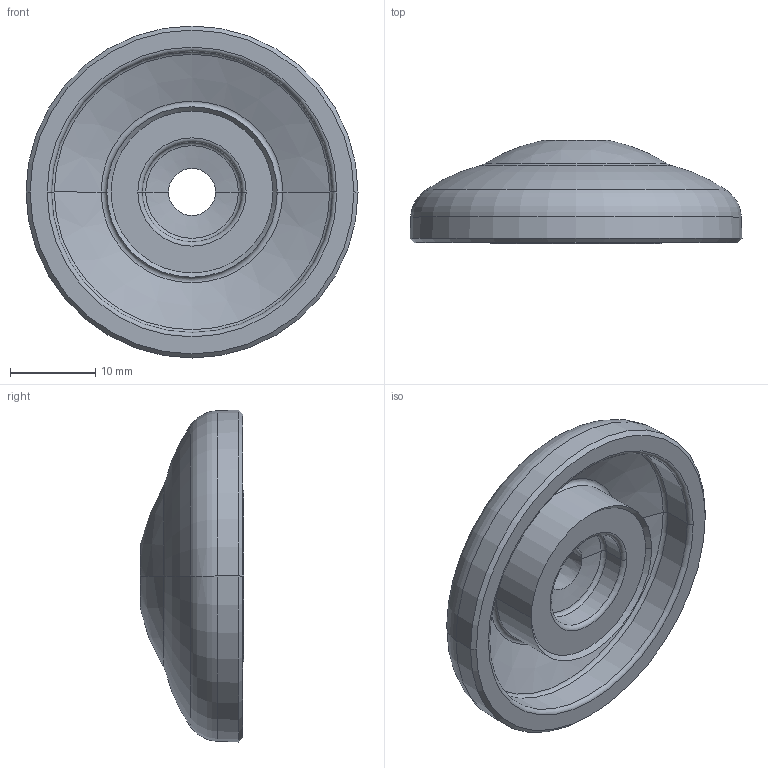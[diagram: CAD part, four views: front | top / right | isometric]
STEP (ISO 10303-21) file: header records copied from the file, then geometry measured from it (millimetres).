
FILE_DESCRIPTION (( 'STEP AP214' ), '1' );
FILE_NAME ('098e040e.STEP', '2014-08-12T12:02:02', ( '' ), ( '' ), 'SwSTEP 2.0', 'SolidWorks 2014', '' );
FILE_SCHEMA (( 'AUTOMOTIVE_DESIGN' ));
Length unit declared in the file: millimetre
Products named in the file (1): 098e040e
Bounding box: 38.97 x 12.1 x 38.97 mm (x, y, z)
Volume: 6247.1 mm3; surface area: 4055.3 mm2
Topology: 1 solids, 1 shells, 38 faces, 76 edges, 40 vertices
Faces by surface type: torus 16, cone 12, cylinder 6, sphere 2, plane 2
Entity records: 1020 total; most frequent: DIRECTION 212, CARTESIAN_POINT 155, ORIENTED_EDGE 152, AXIS2_PLACEMENT_3D 97, EDGE_CURVE 76, CIRCLE 58, EDGE_LOOP 40, VERTEX_POINT 40
